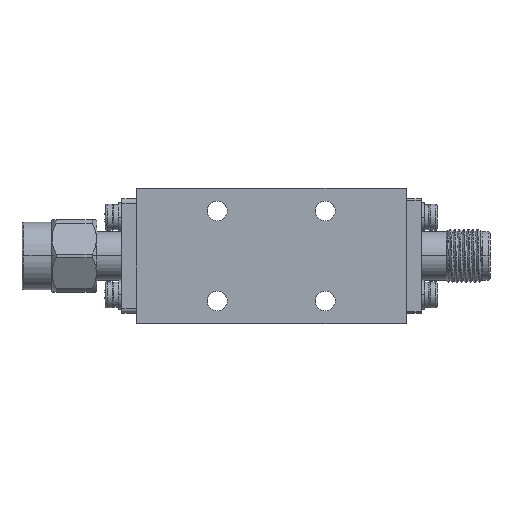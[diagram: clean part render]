
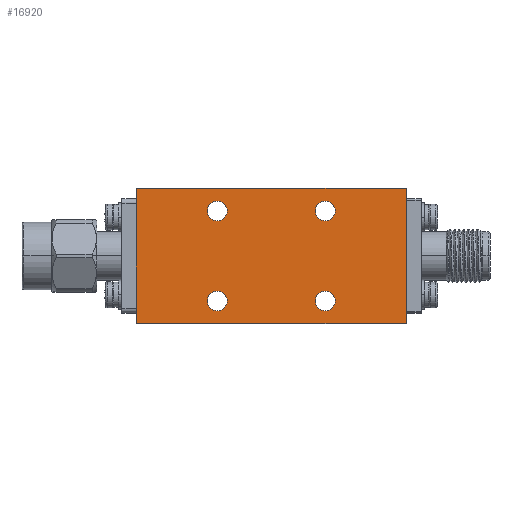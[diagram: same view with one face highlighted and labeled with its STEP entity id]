
A CAD part, top view. The second image highlights one B-rep face of the part: STEP entity #16920.
In plain terms, the highlighted planar face has unit normal (0, 0, 1).
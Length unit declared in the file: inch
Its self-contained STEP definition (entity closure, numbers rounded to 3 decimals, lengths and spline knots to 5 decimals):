
#19 = ORIENTED_EDGE ( 'NONE', *, *, #184, .F. ) ;
#184 = EDGE_CURVE ( 'NONE', #1327, #16691, #21299, .T. ) ;
#638 = DIRECTION ( 'NONE',  ( -1., 0., 0. ) ) ;
#857 = AXIS2_PLACEMENT_3D ( 'NONE', #19392, #6475, #23024 ) ;
#1327 = VERTEX_POINT ( 'NONE', #18399 ) ;
#1367 = DIRECTION ( 'NONE',  ( -1., 0., 0. ) ) ;
#1775 = CARTESIAN_POINT ( 'NONE',  ( -0.19291, 0.19685, 0.19685 ) ) ;
#1800 = EDGE_CURVE ( 'NONE', #11720, #18444, #2390, .T. ) ;
#1843 = FACE_BOUND ( 'NONE', #20216, .T. ) ;
#2092 = VECTOR ( 'NONE', #23099, 39.37008 ) ;
#2172 = EDGE_LOOP ( 'NONE', ( #10019, #21905, #13387, #11921 ) ) ;
#2209 = CARTESIAN_POINT ( 'NONE',  ( -0.23622, -0.19685, 0.19685 ) ) ;
#2390 = LINE ( 'NONE', #13312, #2407 ) ;
#2407 = VECTOR ( 'NONE', #15612, 39.37008 ) ;
#2666 = FACE_BOUND ( 'NONE', #2783, .T. ) ;
#2783 = EDGE_LOOP ( 'NONE', ( #21790, #6916 ) ) ;
#2952 = CIRCLE ( 'NONE', #16968, 0.04331 ) ;
#3485 = CIRCLE ( 'NONE', #19470, 0.04331 ) ;
#3880 = CARTESIAN_POINT ( 'NONE',  ( 0.59055, 0.29528, 0.19685 ) ) ;
#3969 = DIRECTION ( 'NONE',  ( 0., 1., 0. ) ) ;
#4212 = EDGE_LOOP ( 'NONE', ( #19, #11632 ) ) ;
#4399 = FACE_BOUND ( 'NONE', #23468, .T. ) ;
#4454 = VERTEX_POINT ( 'NONE', #4972 ) ;
#4590 = EDGE_CURVE ( 'NONE', #16367, #20473, #18220, .T. ) ;
#4758 = DIRECTION ( 'NONE',  ( 1., 0., 0. ) ) ;
#4972 = CARTESIAN_POINT ( 'NONE',  ( 0.19291, 0.19685, 0.19685 ) ) ;
#5013 = CIRCLE ( 'NONE', #6509, 0.04331 ) ;
#5209 = EDGE_CURVE ( 'NONE', #16691, #1327, #2952, .T. ) ;
#5888 = VECTOR ( 'NONE', #18652, 39.37008 ) ;
#6441 = CARTESIAN_POINT ( 'NONE',  ( 0.23622, -0.19685, 0.19685 ) ) ;
#6475 = DIRECTION ( 'NONE',  ( 0., 0., 1. ) ) ;
#6509 = AXIS2_PLACEMENT_3D ( 'NONE', #15034, #22508, #638 ) ;
#6545 = CIRCLE ( 'NONE', #22616, 0.04331 ) ;
#6562 = DIRECTION ( 'NONE',  ( 0., 0., 1. ) ) ;
#6879 = DIRECTION ( 'NONE',  ( -1., 0., 0. ) ) ;
#6916 = ORIENTED_EDGE ( 'NONE', *, *, #23088, .F. ) ;
#7333 = CARTESIAN_POINT ( 'NONE',  ( 0.23622, 0.19685, 0.19685 ) ) ;
#7399 = ORIENTED_EDGE ( 'NONE', *, *, #11908, .F. ) ;
#7417 = EDGE_CURVE ( 'NONE', #4454, #12351, #6545, .T. ) ;
#7929 = CARTESIAN_POINT ( 'NONE',  ( 0., 0., 0.19685 ) ) ;
#7979 = CARTESIAN_POINT ( 'NONE',  ( 0.23622, 0.19685, 0.19685 ) ) ;
#7988 = CARTESIAN_POINT ( 'NONE',  ( -0.23622, -0.19685, 0.19685 ) ) ;
#8504 = EDGE_CURVE ( 'NONE', #20473, #11720, #11615, .T. ) ;
#8785 = PLANE ( 'NONE',  #15473 ) ;
#9394 = DIRECTION ( 'NONE',  ( 0., 0., 1. ) ) ;
#9509 = DIRECTION ( 'NONE',  ( 1., 0., 0. ) ) ;
#9706 = AXIS2_PLACEMENT_3D ( 'NONE', #18956, #22701, #13442 ) ;
#9782 = VECTOR ( 'NONE', #3969, 39.37008 ) ;
#9894 = LINE ( 'NONE', #17200, #9782 ) ;
#10019 = ORIENTED_EDGE ( 'NONE', *, *, #4590, .F. ) ;
#10271 = EDGE_CURVE ( 'NONE', #18444, #16367, #9894, .T. ) ;
#10750 = CARTESIAN_POINT ( 'NONE',  ( -0.19291, -0.19685, 0.19685 ) ) ;
#11488 = CARTESIAN_POINT ( 'NONE',  ( -0.27953, 0.19685, 0.19685 ) ) ;
#11492 = DIRECTION ( 'NONE',  ( -1., 0., 0. ) ) ;
#11615 = LINE ( 'NONE', #3880, #5888 ) ;
#11632 = ORIENTED_EDGE ( 'NONE', *, *, #5209, .F. ) ;
#11665 = AXIS2_PLACEMENT_3D ( 'NONE', #7979, #6562, #20786 ) ;
#11720 = VERTEX_POINT ( 'NONE', #19512 ) ;
#11741 = DIRECTION ( 'NONE',  ( 0., 0., 1. ) ) ;
#11908 = EDGE_CURVE ( 'NONE', #14922, #19652, #3485, .T. ) ;
#11921 = ORIENTED_EDGE ( 'NONE', *, *, #8504, .F. ) ;
#12132 = CARTESIAN_POINT ( 'NONE',  ( 0.27953, -0.19685, 0.19685 ) ) ;
#12263 = CIRCLE ( 'NONE', #857, 0.04331 ) ;
#12351 = VERTEX_POINT ( 'NONE', #19499 ) ;
#12466 = EDGE_CURVE ( 'NONE', #18795, #15953, #12263, .T. ) ;
#12756 = ORIENTED_EDGE ( 'NONE', *, *, #20586, .F. ) ;
#13312 = CARTESIAN_POINT ( 'NONE',  ( 0.59055, -0.29528, 0.19685 ) ) ;
#13387 = ORIENTED_EDGE ( 'NONE', *, *, #1800, .F. ) ;
#13442 = DIRECTION ( 'NONE',  ( 1., 0., 0. ) ) ;
#13468 = FACE_BOUND ( 'NONE', #4212, .T. ) ;
#13483 = DIRECTION ( 'NONE',  ( 0., 0., 1. ) ) ;
#14233 = FACE_OUTER_BOUND ( 'NONE', #2172, .T. ) ;
#14371 = CIRCLE ( 'NONE', #11665, 0.04331 ) ;
#14657 = EDGE_CURVE ( 'NONE', #19652, #14922, #14725, .T. ) ;
#14725 = CIRCLE ( 'NONE', #9706, 0.04331 ) ;
#14922 = VERTEX_POINT ( 'NONE', #21924 ) ;
#15034 = CARTESIAN_POINT ( 'NONE',  ( -0.23622, 0.19685, 0.19685 ) ) ;
#15473 = AXIS2_PLACEMENT_3D ( 'NONE', #7929, #19197, #4758 ) ;
#15612 = DIRECTION ( 'NONE',  ( -1., 0., 0. ) ) ;
#15760 = CARTESIAN_POINT ( 'NONE',  ( -0.59055, 0.29528, 0.19685 ) ) ;
#15827 = ORIENTED_EDGE ( 'NONE', *, *, #14657, .F. ) ;
#15953 = VERTEX_POINT ( 'NONE', #11488 ) ;
#16130 = CARTESIAN_POINT ( 'NONE',  ( 0.59055, 0.29528, 0.19685 ) ) ;
#16169 = DIRECTION ( 'NONE',  ( 0., 0., 1. ) ) ;
#16367 = VERTEX_POINT ( 'NONE', #17962 ) ;
#16691 = VERTEX_POINT ( 'NONE', #10750 ) ;
#16920 = ADVANCED_FACE ( 'NONE', ( #13468, #4399, #2666, #1843, #14233 ), #8785, .T. ) ;
#16968 = AXIS2_PLACEMENT_3D ( 'NONE', #2209, #9394, #9509 ) ;
#17200 = CARTESIAN_POINT ( 'NONE',  ( -0.59055, -0.29528, 0.19685 ) ) ;
#17962 = CARTESIAN_POINT ( 'NONE',  ( -0.59055, 0.29528, 0.19685 ) ) ;
#18220 = LINE ( 'NONE', #15760, #2092 ) ;
#18399 = CARTESIAN_POINT ( 'NONE',  ( -0.27953, -0.19685, 0.19685 ) ) ;
#18444 = VERTEX_POINT ( 'NONE', #21831 ) ;
#18652 = DIRECTION ( 'NONE',  ( 0., -1., 0. ) ) ;
#18795 = VERTEX_POINT ( 'NONE', #1775 ) ;
#18956 = CARTESIAN_POINT ( 'NONE',  ( 0.23622, -0.19685, 0.19685 ) ) ;
#19197 = DIRECTION ( 'NONE',  ( 0., 0., 1. ) ) ;
#19392 = CARTESIAN_POINT ( 'NONE',  ( -0.23622, 0.19685, 0.19685 ) ) ;
#19470 = AXIS2_PLACEMENT_3D ( 'NONE', #6441, #13483, #1367 ) ;
#19499 = CARTESIAN_POINT ( 'NONE',  ( 0.27953, 0.19685, 0.19685 ) ) ;
#19512 = CARTESIAN_POINT ( 'NONE',  ( 0.59055, -0.29528, 0.19685 ) ) ;
#19652 = VERTEX_POINT ( 'NONE', #12132 ) ;
#20216 = EDGE_LOOP ( 'NONE', ( #12756, #23590 ) ) ;
#20473 = VERTEX_POINT ( 'NONE', #16130 ) ;
#20480 = AXIS2_PLACEMENT_3D ( 'NONE', #7988, #11741, #11492 ) ;
#20586 = EDGE_CURVE ( 'NONE', #15953, #18795, #5013, .T. ) ;
#20786 = DIRECTION ( 'NONE',  ( 1., 0., 0. ) ) ;
#21299 = CIRCLE ( 'NONE', #20480, 0.04331 ) ;
#21790 = ORIENTED_EDGE ( 'NONE', *, *, #7417, .F. ) ;
#21831 = CARTESIAN_POINT ( 'NONE',  ( -0.59055, -0.29528, 0.19685 ) ) ;
#21905 = ORIENTED_EDGE ( 'NONE', *, *, #10271, .F. ) ;
#21924 = CARTESIAN_POINT ( 'NONE',  ( 0.19291, -0.19685, 0.19685 ) ) ;
#22508 = DIRECTION ( 'NONE',  ( 0., 0., 1. ) ) ;
#22616 = AXIS2_PLACEMENT_3D ( 'NONE', #7333, #16169, #6879 ) ;
#22701 = DIRECTION ( 'NONE',  ( 0., 0., 1. ) ) ;
#23024 = DIRECTION ( 'NONE',  ( 1., 0., 0. ) ) ;
#23088 = EDGE_CURVE ( 'NONE', #12351, #4454, #14371, .T. ) ;
#23099 = DIRECTION ( 'NONE',  ( 1., 0., 0. ) ) ;
#23468 = EDGE_LOOP ( 'NONE', ( #7399, #15827 ) ) ;
#23590 = ORIENTED_EDGE ( 'NONE', *, *, #12466, .F. ) ;
